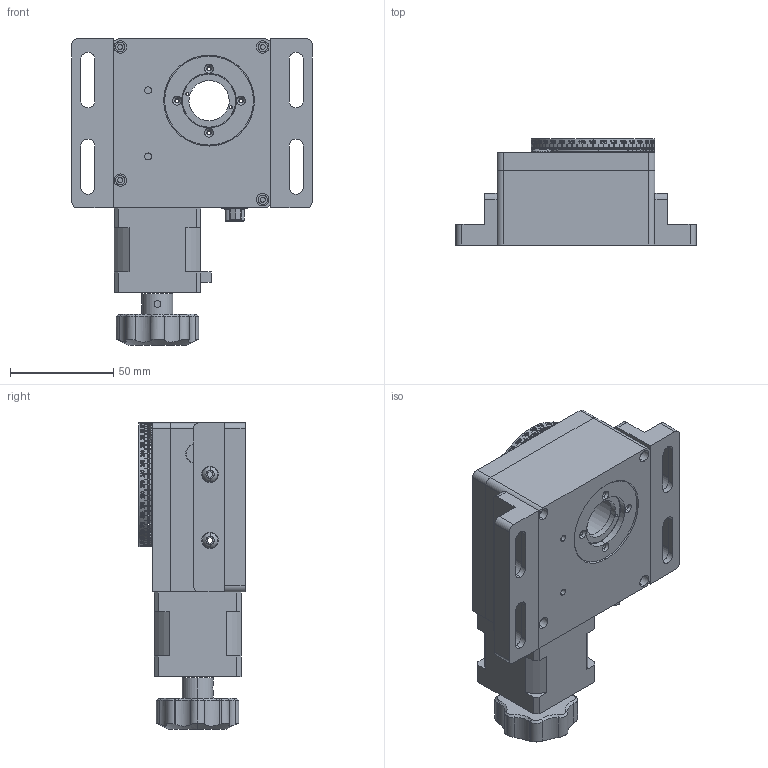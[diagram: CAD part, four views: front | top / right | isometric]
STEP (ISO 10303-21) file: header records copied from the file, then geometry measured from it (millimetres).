
FILE_DESCRIPTION (( 'STEP AP214' ), '1' );
FILE_NAME ('08MRA-1.STEP', '2018-10-09T01:08:19', ( '' ), ( '' ), 'SwSTEP 2.0', 'SolidWorks 2016', '' );
FILE_SCHEMA (( 'AUTOMOTIVE_DESIGN' ));
Length unit declared in the file: millimetre
Products named in the file (1): 08MRA-1
Bounding box: 116.5 x 51.5 x 148.5 mm (x, y, z)
Surface area: 72650.6 mm2 (no closed solid volume)
Topology: 0 solids, 71 shells, 930 faces, 6544 edges, 5305 vertices
Faces by surface type: plane 375, cylinder 350, bspline 153, cone 34, torus 10, sphere 8
Entity records: 110490 total; most frequent: CARTESIAN_POINT 55793, ORIENTED_EDGE 8437, DIRECTION 7813, EDGE_CURVE 6544, VERTEX_POINT 5305, VECTOR 3119, LINE 3119, AXIS2_PLACEMENT_3D 2347
